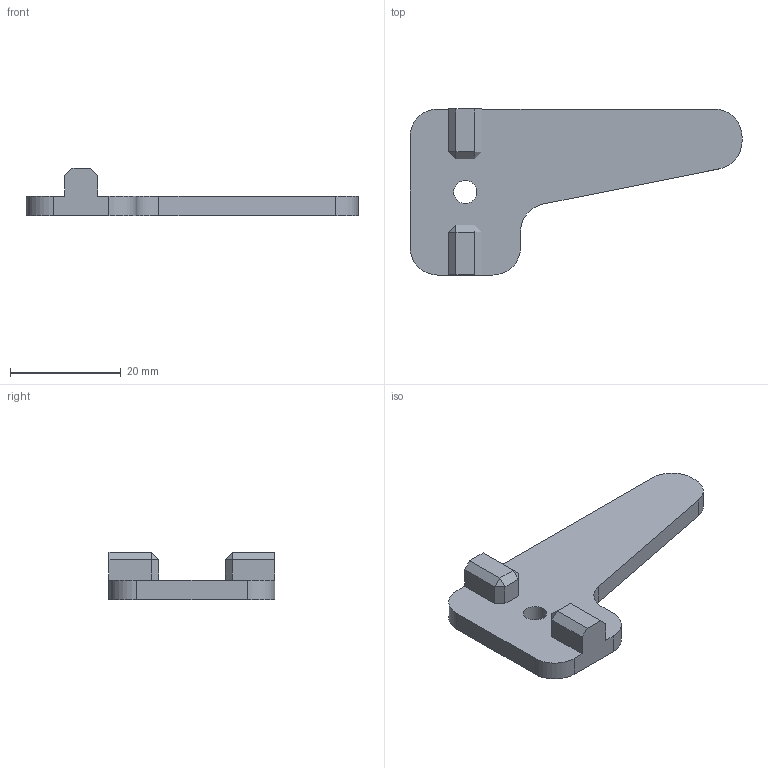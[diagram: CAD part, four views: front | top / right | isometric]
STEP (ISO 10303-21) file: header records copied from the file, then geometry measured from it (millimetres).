
FILE_DESCRIPTION(('FreeCAD Model'),'2;1');
FILE_NAME('bed-retainer-L.step', '2020-02-05T11:25:50',('Author'),(''), 'Open CASCADE STEP processor 7.3','FreeCAD','Unknown');
FILE_SCHEMA(('AUTOMOTIVE_DESIGN { 1 0 10303 214 1 1 1 1 }'));
Length unit declared in the file: millimetre
Products named in the file (1): retainer-L
Bounding box: 60 x 30 x 8.5 mm (x, y, z)
Volume: 4424.8 mm3; surface area: 3106.6 mm2
Topology: 1 solids, 1 shells, 37 faces, 93 edges, 58 vertices
Faces by surface type: plane 30, cylinder 7
Full cylindrical faces by diameter (mm): 4.2 x1
Entity records: 2590 total; most frequent: CARTESIAN_POINT 417, DIRECTION 362, LINE 251, VECTOR 251, ORIENTED_EDGE 186, PCURVE 186, DEFINITIONAL_REPRESENTATION 186, EDGE_CURVE 93
